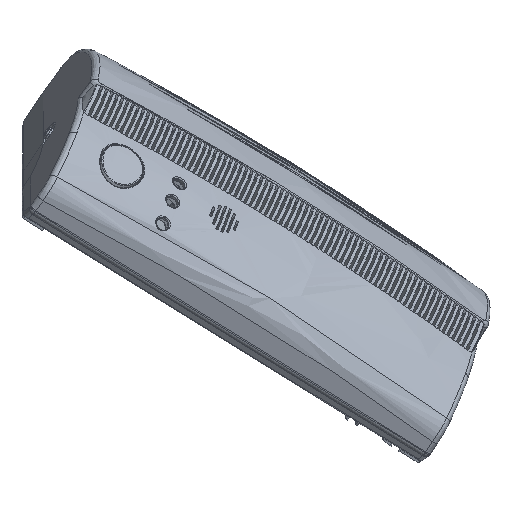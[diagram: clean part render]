
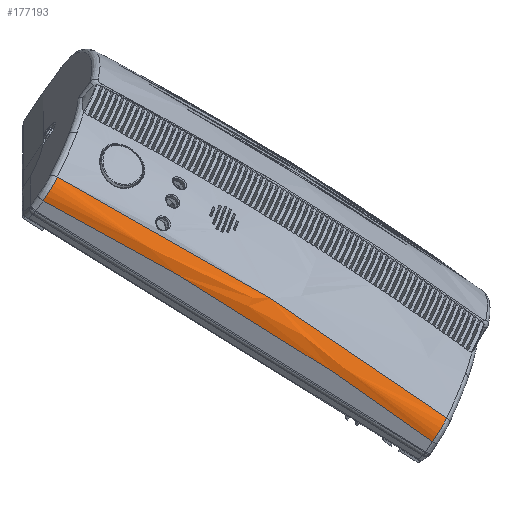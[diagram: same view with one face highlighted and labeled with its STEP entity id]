
A CAD part, front view. The second image highlights one B-rep face of the part: STEP entity #177193.
In plain terms, the highlighted free-form (B-spline) face has degree [4, 3] with [5, 4] control points.
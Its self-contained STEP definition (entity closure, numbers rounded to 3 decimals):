
#156165=CARTESIAN_POINT('Control Point',(5.146,-13.36,13.755)) ;
#156166=CARTESIAN_POINT('Control Point',(-21.743,-13.357,13.9)) ;
#156167=CARTESIAN_POINT('Control Point',(-48.639,-13.379,12.911)) ;
#156168=CARTESIAN_POINT('Control Point',(-75.445,-13.425,10.791)) ;
#156169=CARTESIAN_POINT('Vertex',(-75.445,-13.425,10.792)) ;
#156171=CARTESIAN_POINT('Vertex',(5.146,-13.361,13.756)) ;
#156175=CARTESIAN_POINT('Control Point',(75.445,-13.425,10.791)) ;
#156176=CARTESIAN_POINT('Control Point',(52.06,-13.384,12.64)) ;
#156177=CARTESIAN_POINT('Control Point',(28.606,-13.363,13.629)) ;
#156178=CARTESIAN_POINT('Control Point',(5.146,-13.36,13.755)) ;
#156179=CARTESIAN_POINT('Vertex',(75.445,-13.425,10.792)) ;
#177123=CARTESIAN_POINT('Control Point',(-85.258,-13.443,9.965)) ;
#177124=CARTESIAN_POINT('Control Point',(-85.06,-15.651,7.773)) ;
#177125=CARTESIAN_POINT('Control Point',(-84.794,-16.916,4.812)) ;
#177126=CARTESIAN_POINT('Control Point',(-84.517,-16.97,1.707)) ;
#177127=CARTESIAN_POINT('Control Point',(-42.739,-13.36,13.767)) ;
#177128=CARTESIAN_POINT('Control Point',(-42.64,-15.579,11.566)) ;
#177129=CARTESIAN_POINT('Control Point',(-42.506,-16.85,8.585)) ;
#177130=CARTESIAN_POINT('Control Point',(-42.367,-16.905,5.46)) ;
#177131=CARTESIAN_POINT('Control Point',(0.,-13.333,15.04)) ;
#177132=CARTESIAN_POINT('Control Point',(0.,-15.554,12.835)) ;
#177133=CARTESIAN_POINT('Control Point',(0.,-16.828,9.849)) ;
#177134=CARTESIAN_POINT('Control Point',(0.,-16.883,6.717)) ;
#177135=CARTESIAN_POINT('Control Point',(42.739,-13.36,13.767)) ;
#177136=CARTESIAN_POINT('Control Point',(42.64,-15.579,11.566)) ;
#177137=CARTESIAN_POINT('Control Point',(42.506,-16.85,8.585)) ;
#177138=CARTESIAN_POINT('Control Point',(42.367,-16.905,5.46)) ;
#177139=CARTESIAN_POINT('Control Point',(85.258,-13.443,9.965)) ;
#177140=CARTESIAN_POINT('Control Point',(85.06,-15.651,7.773)) ;
#177141=CARTESIAN_POINT('Control Point',(84.794,-16.916,4.812)) ;
#177142=CARTESIAN_POINT('Control Point',(84.518,-16.97,1.707)) ;
#177144=CARTESIAN_POINT('Control Point',(-25.181,-16.91,5.13)) ;
#177145=CARTESIAN_POINT('Control Point',(-37.765,-16.916,4.797)) ;
#177146=CARTESIAN_POINT('Control Point',(-50.342,-16.926,4.243)) ;
#177147=CARTESIAN_POINT('Control Point',(-62.908,-16.939,3.467)) ;
#177148=CARTESIAN_POINT('Control Point',(-75.457,-16.957,2.47)) ;
#177149=CARTESIAN_POINT('Vertex',(-75.457,-16.957,2.47)) ;
#177151=CARTESIAN_POINT('Vertex',(-25.181,-16.91,5.13)) ;
#177155=CARTESIAN_POINT('Control Point',(35.381,-16.916,4.805)) ;
#177156=CARTESIAN_POINT('Control Point',(20.248,-16.906,5.368)) ;
#177157=CARTESIAN_POINT('Control Point',(5.103,-16.902,5.609)) ;
#177158=CARTESIAN_POINT('Control Point',(-10.043,-16.903,5.53)) ;
#177159=CARTESIAN_POINT('Control Point',(-25.181,-16.91,5.13)) ;
#177160=CARTESIAN_POINT('Vertex',(35.381,-16.916,4.805)) ;
#177164=CARTESIAN_POINT('Control Point',(75.457,-16.957,2.47)) ;
#177165=CARTESIAN_POINT('Control Point',(65.451,-16.943,3.265)) ;
#177166=CARTESIAN_POINT('Control Point',(55.435,-16.932,3.919)) ;
#177167=CARTESIAN_POINT('Control Point',(45.41,-16.923,4.433)) ;
#177168=CARTESIAN_POINT('Control Point',(35.381,-16.916,4.805)) ;
#177169=CARTESIAN_POINT('Vertex',(75.457,-16.957,2.47)) ;
#177173=CARTESIAN_POINT('Control Point',(75.446,-13.425,10.791)) ;
#177174=CARTESIAN_POINT('Control Point',(75.449,-15.636,8.584)) ;
#177175=CARTESIAN_POINT('Control Point',(75.453,-16.902,5.599)) ;
#177176=CARTESIAN_POINT('Control Point',(75.457,-16.957,2.47)) ;
#177179=CARTESIAN_POINT('Control Point',(-75.456,-16.957,2.47)) ;
#177180=CARTESIAN_POINT('Control Point',(-75.453,-16.902,5.599)) ;
#177181=CARTESIAN_POINT('Control Point',(-75.448,-15.636,8.584)) ;
#177182=CARTESIAN_POINT('Control Point',(-75.446,-13.425,10.791)) ;
#177185=ORIENTED_EDGE('',*,*,#177153,.T.) ;
#177186=ORIENTED_EDGE('',*,*,#177162,.F.) ;
#177187=ORIENTED_EDGE('',*,*,#177171,.F.) ;
#177188=ORIENTED_EDGE('',*,*,#177177,.T.) ;
#177189=ORIENTED_EDGE('',*,*,#156181,.F.) ;
#177190=ORIENTED_EDGE('',*,*,#156173,.F.) ;
#177191=ORIENTED_EDGE('',*,*,#177183,.T.) ;
#177193=ADVANCED_FACE('SolidoCoperchio',(#177192),#177122,.F.) ;
#156164=B_SPLINE_CURVE_WITH_KNOTS('',3,(#156165,#156166,#156167,#156168),.UNSPECIFIED.,.F.,.U.,(4,4),(0.,114.619),.UNSPECIFIED.) ;
#156174=B_SPLINE_CURVE_WITH_KNOTS('',3,(#156175,#156176,#156177,#156178),.UNSPECIFIED.,.F.,.U.,(4,4),(0.,99.991),.UNSPECIFIED.) ;
#177143=B_SPLINE_CURVE_WITH_KNOTS('',4,(#177144,#177145,#177146,#177147,#177148),.UNSPECIFIED.,.F.,.U.,(5,5),(101.276,151.905),.UNSPECIFIED.) ;
#177154=B_SPLINE_CURVE_WITH_KNOTS('',4,(#177155,#177156,#177157,#177158,#177159),.UNSPECIFIED.,.F.,.U.,(5,5),(40.367,101.276),.UNSPECIFIED.) ;
#177163=B_SPLINE_CURVE_WITH_KNOTS('',4,(#177164,#177165,#177166,#177167,#177168),.UNSPECIFIED.,.F.,.U.,(5,5),(0.,40.367),.UNSPECIFIED.) ;
#177172=B_SPLINE_CURVE_WITH_KNOTS('',3,(#177173,#177174,#177175,#177176),.UNSPECIFIED.,.F.,.U.,(4,4),(0.,9.512),.UNSPECIFIED.) ;
#177178=B_SPLINE_CURVE_WITH_KNOTS('',3,(#177179,#177180,#177181,#177182),.UNSPECIFIED.,.F.,.U.,(4,4),(0.,9.512),.UNSPECIFIED.) ;
#177122=B_SPLINE_SURFACE_WITH_KNOTS('',4,3,((#177123,#177124,#177125,#177126),(#177127,#177128,#177129,#177130),(#177131,#177132,#177133,#177134),(#177135,#177136,#177137,#177138),(#177139,#177140,#177141,#177142)),.UNSPECIFIED.,.F.,.F.,.U.,(5,5),(4,4),(0.,170.189),(0.,9.488),.UNSPECIFIED.) ;
#156173=EDGE_CURVE('',#156170,#156172,#156164,.F.) ;
#156181=EDGE_CURVE('',#156172,#156180,#156174,.F.) ;
#177153=EDGE_CURVE('',#177150,#177152,#177143,.F.) ;
#177162=EDGE_CURVE('',#177161,#177152,#177154,.T.) ;
#177171=EDGE_CURVE('',#177170,#177161,#177163,.T.) ;
#177177=EDGE_CURVE('',#177170,#156180,#177172,.F.) ;
#177183=EDGE_CURVE('',#156170,#177150,#177178,.F.) ;
#177184=EDGE_LOOP('',(#177185,#177186,#177187,#177188,#177189,#177190,#177191)) ;
#177192=FACE_OUTER_BOUND('',#177184,.T.) ;
#156170=VERTEX_POINT('',#156169) ;
#156172=VERTEX_POINT('',#156171) ;
#156180=VERTEX_POINT('',#156179) ;
#177150=VERTEX_POINT('',#177149) ;
#177152=VERTEX_POINT('',#177151) ;
#177161=VERTEX_POINT('',#177160) ;
#177170=VERTEX_POINT('',#177169) ;
